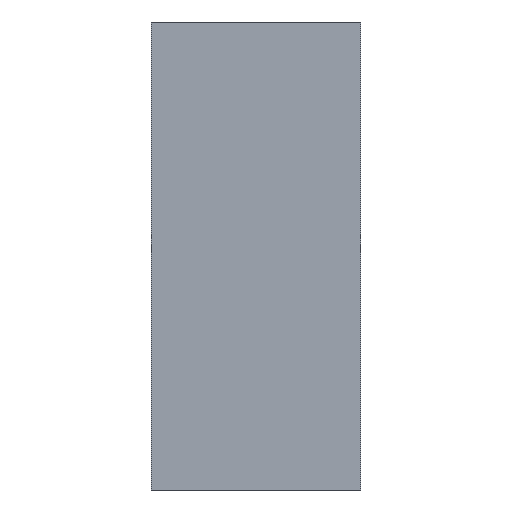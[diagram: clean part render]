
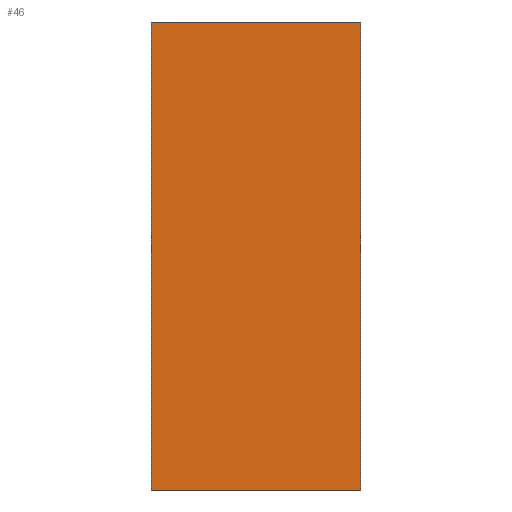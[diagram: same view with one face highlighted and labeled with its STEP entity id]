
A CAD part, left-side view. The second image highlights one B-rep face of the part: STEP entity #46.
In plain terms, the highlighted planar face has unit normal (-1, 0, 0).
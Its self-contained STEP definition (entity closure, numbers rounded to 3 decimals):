
#46 = ADVANCED_FACE( '', ( #95 ), #96, .F. );
#95 = FACE_OUTER_BOUND( '', #144, .T. );
#96 = PLANE( '', #145 );
#144 = EDGE_LOOP( '', ( #211, #212, #213, #214 ) );
#145 = AXIS2_PLACEMENT_3D( '', #215, #216, #217 );
#211 = ORIENTED_EDGE( '', *, *, #266, .T. );
#212 = ORIENTED_EDGE( '', *, *, #254, .F. );
#213 = ORIENTED_EDGE( '', *, *, #264, .F. );
#214 = ORIENTED_EDGE( '', *, *, #244, .T. );
#215 = CARTESIAN_POINT( '', ( -223., 21.5, 96. ) );
#216 = DIRECTION( '', ( 1., 0., 0. ) );
#217 = DIRECTION( '', ( 0., 1., 0. ) );
#244 = EDGE_CURVE( '', #276, #274, #277, .T. );
#254 = EDGE_CURVE( '', #290, #288, #292, .T. );
#264 = EDGE_CURVE( '', #276, #290, #308, .T. );
#266 = EDGE_CURVE( '', #274, #288, #310, .T. );
#274 = VERTEX_POINT( '', #320 );
#276 = VERTEX_POINT( '', #323 );
#277 = LINE( '', #324, #325 );
#288 = VERTEX_POINT( '', #341 );
#290 = VERTEX_POINT( '', #344 );
#292 = LINE( '', #347, #348 );
#308 = LINE( '', #364, #365 );
#310 = LINE( '', #367, #368 );
#320 = CARTESIAN_POINT( '', ( -223., 21.5, 0. ) );
#323 = CARTESIAN_POINT( '', ( -223., 21.5, 96. ) );
#324 = CARTESIAN_POINT( '', ( -223., 21.5, 96. ) );
#325 = VECTOR( '', #377, 1000. );
#341 = CARTESIAN_POINT( '', ( -223., -21.5, 0. ) );
#344 = CARTESIAN_POINT( '', ( -223., -21.5, 96. ) );
#347 = CARTESIAN_POINT( '', ( -223., -21.5, 96. ) );
#348 = VECTOR( '', #385, 1000. );
#364 = CARTESIAN_POINT( '', ( -223., 21.5, 96. ) );
#365 = VECTOR( '', #404, 1000. );
#367 = CARTESIAN_POINT( '', ( -223., 21.5, 0. ) );
#368 = VECTOR( '', #405, 1000. );
#377 = DIRECTION( '', ( 0., 0., -1. ) );
#385 = DIRECTION( '', ( 0., 0., -1. ) );
#404 = DIRECTION( '', ( 0., -1., 0. ) );
#405 = DIRECTION( '', ( 0., -1., 0. ) );
